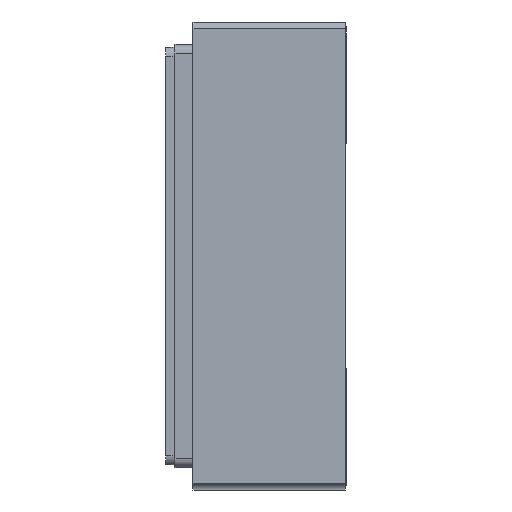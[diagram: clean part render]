
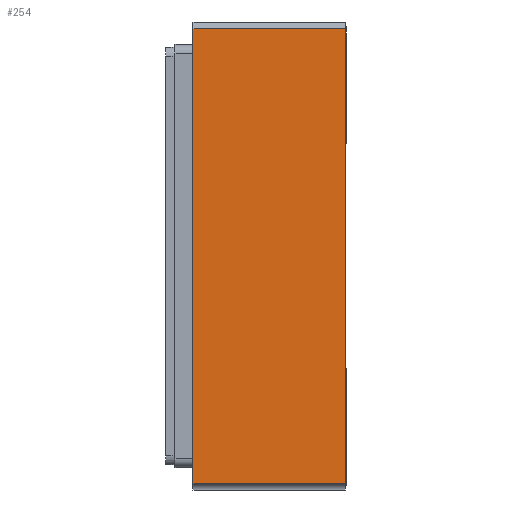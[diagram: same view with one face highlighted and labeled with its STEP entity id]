
A CAD part, left-side view. The second image highlights one B-rep face of the part: STEP entity #254.
In plain terms, the highlighted planar face has unit normal (-1, 0, 0).
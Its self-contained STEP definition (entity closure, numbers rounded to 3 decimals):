
#254=ADVANCED_FACE('',(#519),#520,.T.);
#519=FACE_OUTER_BOUND('',#792,.T.);
#520=PLANE('',#793);
#792=EDGE_LOOP('',(#1519,#1520,#1521,#1522));
#793=AXIS2_PLACEMENT_3D('',#1523,#1524,#1525);
#1519=ORIENTED_EDGE('',*,*,#1994,.T.);
#1520=ORIENTED_EDGE('',*,*,#1995,.F.);
#1521=ORIENTED_EDGE('',*,*,#1800,.T.);
#1522=ORIENTED_EDGE('',*,*,#1992,.T.);
#1523=CARTESIAN_POINT('',(-3.6,0.01,0.));
#1524=DIRECTION('',(-1.0,0.,0.));
#1525=DIRECTION('',(0.,0.,1.0));
#1800=EDGE_CURVE('',#2192,#2190,#2193,.T.);
#1992=EDGE_CURVE('',#2190,#2484,#2486,.T.);
#1994=EDGE_CURVE('',#2484,#2488,#2489,.T.);
#1995=EDGE_CURVE('',#2192,#2488,#2490,.T.);
#2190=VERTEX_POINT('',#2755);
#2192=VERTEX_POINT('',#2758);
#2193=LINE('',#2759,#2760);
#2484=VERTEX_POINT('',#3191);
#2486=LINE('',#3194,#3195);
#2488=VERTEX_POINT('',#3197);
#2489=LINE('',#3198,#3199);
#2490=LINE('',#3200,#3201);
#2755=CARTESIAN_POINT('',(-3.6,0.01,2.525));
#2758=CARTESIAN_POINT('',(-3.6,0.01,-2.525));
#2759=CARTESIAN_POINT('',(-3.6,0.01,-2.525));
#2760=VECTOR('',#3392,1.0);
#3191=CARTESIAN_POINT('',(-3.6,1.7,2.525));
#3194=CARTESIAN_POINT('',(-3.6,0.01,2.525));
#3195=VECTOR('',#3549,1.0);
#3197=CARTESIAN_POINT('',(-3.6,1.7,-2.525));
#3198=CARTESIAN_POINT('',(-3.6,1.7,-2.525));
#3199=VECTOR('',#3550,1.0);
#3200=CARTESIAN_POINT('',(-3.6,0.01,-2.525));
#3201=VECTOR('',#3551,1.0);
#3392=DIRECTION('',(0.,0.,1.0));
#3549=DIRECTION('',(0.0,1.0,0.));
#3550=DIRECTION('',(0.,0.,-1.0));
#3551=DIRECTION('',(0.0,1.0,0.));
